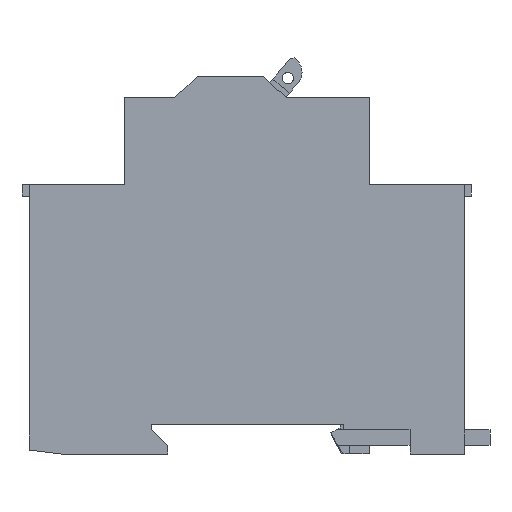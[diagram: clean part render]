
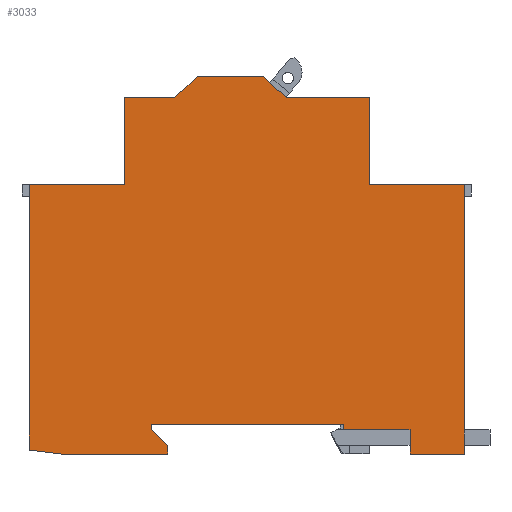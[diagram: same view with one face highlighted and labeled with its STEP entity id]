
A CAD part, left-side view. The second image highlights one B-rep face of the part: STEP entity #3033.
In plain terms, the highlighted planar face has unit normal (-1, 0, 0).
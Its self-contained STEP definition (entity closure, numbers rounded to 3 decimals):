
#56=PLANE('',#3223);
#161=CIRCLE('',#3196,0.3);
#502=ORIENTED_EDGE('',*,*,#1140,.F.);
#503=ORIENTED_EDGE('',*,*,#1293,.F.);
#504=ORIENTED_EDGE('',*,*,#1288,.F.);
#505=ORIENTED_EDGE('',*,*,#1285,.F.);
#506=ORIENTED_EDGE('',*,*,#1197,.F.);
#507=ORIENTED_EDGE('',*,*,#1279,.F.);
#508=ORIENTED_EDGE('',*,*,#1276,.F.);
#509=ORIENTED_EDGE('',*,*,#1273,.F.);
#510=ORIENTED_EDGE('',*,*,#1270,.F.);
#511=ORIENTED_EDGE('',*,*,#1267,.F.);
#512=ORIENTED_EDGE('',*,*,#1264,.F.);
#513=ORIENTED_EDGE('',*,*,#1212,.F.);
#514=ORIENTED_EDGE('',*,*,#1209,.F.);
#515=ORIENTED_EDGE('',*,*,#1253,.F.);
#516=ORIENTED_EDGE('',*,*,#1214,.F.);
#517=ORIENTED_EDGE('',*,*,#1247,.F.);
#518=ORIENTED_EDGE('',*,*,#1178,.F.);
#519=ORIENTED_EDGE('',*,*,#1242,.F.);
#520=ORIENTED_EDGE('',*,*,#1238,.F.);
#521=ORIENTED_EDGE('',*,*,#1235,.F.);
#522=ORIENTED_EDGE('',*,*,#1144,.F.);
#523=ORIENTED_EDGE('',*,*,#1142,.F.);
#1140=EDGE_CURVE('',#1573,#1574,#1863,.T.);
#1142=EDGE_CURVE('',#1574,#1575,#1865,.T.);
#1144=EDGE_CURVE('',#1575,#1576,#1867,.T.);
#1178=EDGE_CURVE('',#1599,#1600,#1901,.T.);
#1197=EDGE_CURVE('',#1618,#1612,#1920,.T.);
#1209=EDGE_CURVE('',#1630,#1631,#161,.T.);
#1212=EDGE_CURVE('',#1631,#1633,#1933,.T.);
#1214=EDGE_CURVE('',#1634,#1635,#1935,.T.);
#1235=EDGE_CURVE('',#1576,#1650,#1956,.T.);
#1238=EDGE_CURVE('',#1650,#1652,#1959,.T.);
#1242=EDGE_CURVE('',#1652,#1599,#1962,.T.);
#1247=EDGE_CURVE('',#1600,#1634,#1967,.T.);
#1253=EDGE_CURVE('',#1635,#1630,#1973,.T.);
#1264=EDGE_CURVE('',#1633,#1667,#1982,.T.);
#1267=EDGE_CURVE('',#1667,#1669,#1985,.T.);
#1270=EDGE_CURVE('',#1669,#1671,#1988,.T.);
#1273=EDGE_CURVE('',#1671,#1673,#1991,.T.);
#1276=EDGE_CURVE('',#1673,#1675,#1994,.T.);
#1279=EDGE_CURVE('',#1675,#1618,#1997,.T.);
#1285=EDGE_CURVE('',#1612,#1680,#2002,.T.);
#1288=EDGE_CURVE('',#1680,#1682,#2005,.T.);
#1293=EDGE_CURVE('',#1682,#1573,#2010,.T.);
#1573=VERTEX_POINT('',#4312);
#1574=VERTEX_POINT('',#4314);
#1575=VERTEX_POINT('',#4318);
#1576=VERTEX_POINT('',#4322);
#1599=VERTEX_POINT('',#4390);
#1600=VERTEX_POINT('',#4391);
#1612=VERTEX_POINT('',#4416);
#1618=VERTEX_POINT('',#4428);
#1630=VERTEX_POINT('',#4453);
#1631=VERTEX_POINT('',#4455);
#1633=VERTEX_POINT('',#4461);
#1634=VERTEX_POINT('',#4465);
#1635=VERTEX_POINT('',#4466);
#1650=VERTEX_POINT('',#4506);
#1652=VERTEX_POINT('',#4512);
#1667=VERTEX_POINT('',#4559);
#1669=VERTEX_POINT('',#4565);
#1671=VERTEX_POINT('',#4571);
#1673=VERTEX_POINT('',#4577);
#1675=VERTEX_POINT('',#4583);
#1680=VERTEX_POINT('',#4599);
#1682=VERTEX_POINT('',#4605);
#1863=LINE('',#4313,#2253);
#1865=LINE('',#4317,#2255);
#1867=LINE('',#4321,#2257);
#1901=LINE('',#4389,#2291);
#1920=LINE('',#4429,#2310);
#1933=LINE('',#4460,#2323);
#1935=LINE('',#4464,#2325);
#1956=LINE('',#4505,#2346);
#1959=LINE('',#4511,#2349);
#1962=LINE('',#4519,#2352);
#1967=LINE('',#4527,#2357);
#1973=LINE('',#4538,#2363);
#1982=LINE('',#4558,#2372);
#1985=LINE('',#4564,#2375);
#1988=LINE('',#4570,#2378);
#1991=LINE('',#4576,#2381);
#1994=LINE('',#4582,#2384);
#1997=LINE('',#4588,#2387);
#2002=LINE('',#4598,#2392);
#2005=LINE('',#4604,#2395);
#2010=LINE('',#4612,#2400);
#2253=VECTOR('',#3459,1000.);
#2255=VECTOR('',#3463,1000.);
#2257=VECTOR('',#3467,1000.);
#2291=VECTOR('',#3523,1000.);
#2310=VECTOR('',#3544,1000.);
#2323=VECTOR('',#3565,1000.);
#2325=VECTOR('',#3569,1000.);
#2346=VECTOR('',#3598,1000.);
#2349=VECTOR('',#3603,1000.);
#2352=VECTOR('',#3610,1000.);
#2357=VECTOR('',#3617,1000.);
#2363=VECTOR('',#3625,1000.);
#2372=VECTOR('',#3644,1000.);
#2375=VECTOR('',#3649,1000.);
#2378=VECTOR('',#3654,1000.);
#2381=VECTOR('',#3659,1000.);
#2384=VECTOR('',#3664,1000.);
#2387=VECTOR('',#3669,1000.);
#2392=VECTOR('',#3678,1000.);
#2395=VECTOR('',#3683,1000.);
#2400=VECTOR('',#3690,1000.);
#2656=EDGE_LOOP('',(#502,#503,#504,#505,#506,#507,#508,#509,#510,#511,#512,
#513,#514,#515,#516,#517,#518,#519,#520,#521,#522,#523));
#2837=FACE_BOUND('',#2656,.T.);
#3033=ADVANCED_FACE('',(#2837),#56,.F.);
#3196=AXIS2_PLACEMENT_3D('',#4454,#3559,#3560);
#3223=AXIS2_PLACEMENT_3D('',#4614,#3693,#3694);
#3459=DIRECTION('',(0.,-0.737,0.676));
#3463=DIRECTION('',(0.,-1.,0.));
#3467=DIRECTION('',(0.,-0.737,-0.676));
#3523=DIRECTION('',(0.,0.,-1.));
#3544=DIRECTION('',(0.,0.,1.));
#3559=DIRECTION('',(1.,0.,0.));
#3560=DIRECTION('',(0.,0.,-1.));
#3565=DIRECTION('',(0.,0.,1.));
#3569=DIRECTION('',(0.,0.,1.));
#3598=DIRECTION('',(0.,-1.,0.));
#3603=DIRECTION('',(0.,0.,-1.));
#3610=DIRECTION('',(0.,-1.,0.));
#3617=DIRECTION('',(0.,1.,0.));
#3625=DIRECTION('',(0.,1.,0.));
#3644=DIRECTION('',(0.,1.,0.));
#3649=DIRECTION('',(0.,0.,-1.));
#3654=DIRECTION('',(0.,-0.707,-0.707));
#3659=DIRECTION('',(0.,0.,-1.));
#3664=DIRECTION('',(0.,1.,0.));
#3669=DIRECTION('',(0.,0.993,0.122));
#3678=DIRECTION('',(0.,-1.,0.));
#3683=DIRECTION('',(0.,0.,1.));
#3690=DIRECTION('',(0.,-1.,0.));
#3693=DIRECTION('',(1.,0.,0.));
#3694=DIRECTION('',(0.,0.,-1.));
#4312=CARTESIAN_POINT('',(0.,53.247,65.5));
#4313=CARTESIAN_POINT('',(0.,53.247,65.5));
#4314=CARTESIAN_POINT('',(0.,49.1,69.3));
#4317=CARTESIAN_POINT('',(0.,49.1,69.3));
#4318=CARTESIAN_POINT('',(0.,36.9,69.3));
#4321=CARTESIAN_POINT('',(0.,36.9,69.3));
#4322=CARTESIAN_POINT('',(0.,32.753,65.5));
#4389=CARTESIAN_POINT('',(0.,0.,49.5));
#4390=CARTESIAN_POINT('',(0.,0.,49.5));
#4391=CARTESIAN_POINT('',(0.,0.,0.));
#4416=CARTESIAN_POINT('',(0.,80.,49.5));
#4428=CARTESIAN_POINT('',(0.,80.,0.737));
#4429=CARTESIAN_POINT('',(0.,80.,0.737));
#4453=CARTESIAN_POINT('',(0.,21.9,4.5));
#4454=CARTESIAN_POINT('',(0.,21.9,4.8));
#4455=CARTESIAN_POINT('',(0.,22.2,4.8));
#4460=CARTESIAN_POINT('',(0.,22.2,4.8));
#4461=CARTESIAN_POINT('',(0.,22.2,5.5));
#4464=CARTESIAN_POINT('',(0.,10.,0.));
#4465=CARTESIAN_POINT('',(0.,10.,0.));
#4466=CARTESIAN_POINT('',(0.,10.,4.5));
#4505=CARTESIAN_POINT('',(0.,32.753,65.5));
#4506=CARTESIAN_POINT('',(0.,17.5,65.5));
#4511=CARTESIAN_POINT('',(0.,17.5,65.5));
#4512=CARTESIAN_POINT('',(0.,17.5,49.5));
#4519=CARTESIAN_POINT('',(0.,17.5,49.5));
#4527=CARTESIAN_POINT('',(0.,0.,0.));
#4538=CARTESIAN_POINT('',(0.,10.,4.5));
#4558=CARTESIAN_POINT('',(0.,22.2,5.5));
#4559=CARTESIAN_POINT('',(0.,57.5,5.5));
#4564=CARTESIAN_POINT('',(0.,57.5,5.5));
#4565=CARTESIAN_POINT('',(0.,57.5,4.5));
#4570=CARTESIAN_POINT('',(0.,57.5,4.5));
#4571=CARTESIAN_POINT('',(0.,54.5,1.5));
#4576=CARTESIAN_POINT('',(0.,54.5,1.5));
#4577=CARTESIAN_POINT('',(0.,54.5,0.));
#4582=CARTESIAN_POINT('',(0.,54.5,0.));
#4583=CARTESIAN_POINT('',(0.,74.,0.));
#4588=CARTESIAN_POINT('',(0.,74.,0.));
#4598=CARTESIAN_POINT('',(0.,80.,49.5));
#4599=CARTESIAN_POINT('',(0.,62.5,49.5));
#4604=CARTESIAN_POINT('',(0.,62.5,49.5));
#4605=CARTESIAN_POINT('',(0.,62.5,65.5));
#4612=CARTESIAN_POINT('',(0.,62.5,65.5));
#4614=CARTESIAN_POINT('',(0.,21.9,4.8));
